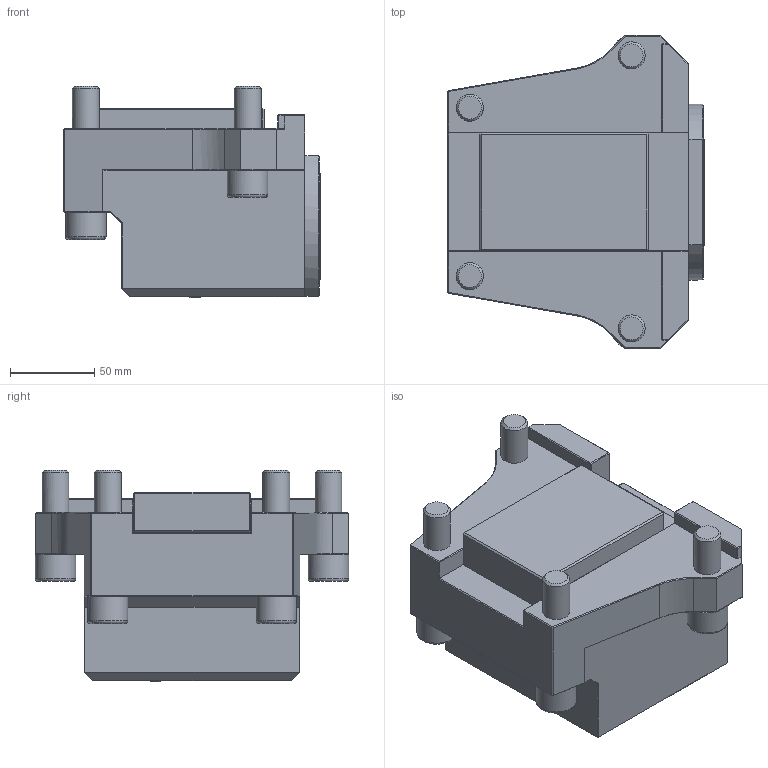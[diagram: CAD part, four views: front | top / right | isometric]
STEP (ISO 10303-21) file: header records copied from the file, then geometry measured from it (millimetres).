
FILE_DESCRIPTION(/* description */ (''),/* implementation_level */ '2;1');
FILE_NAME(/* name */ '1617183655899.stp',/* time_stamp */ '2021-03-31T11:41:03+02:00',/* author */ (''),/* organization */ ('SMS'),/* preprocessor_version */ 'ST-DEVELOPER v16.7',/* originating_system */ 'SIEMENS PLM Software NX 12.0',/* authorisation */ '');
FILE_SCHEMA (('AUTOMOTIVE_DESIGN { 1 0 10303 214 3 1 1 1 }'));
Length unit declared in the file: millimetre
Products named in the file (1): 203458142mod000_00
Bounding box: 152 x 186 x 125.54 mm (x, y, z)
Volume: 1811498.1 mm3; surface area: 118331.9 mm2
Topology: 1 solids, 1 shells, 183 faces, 410 edges, 237 vertices
Faces by surface type: plane 153, bspline 14, cone 10, torus 4, cylinder 1, sphere 1
Full cylindrical faces by diameter (mm): 4 x1
Entity records: 5705 total; most frequent: CARTESIAN_POINT 1895, ORIENTED_EDGE 768, DIRECTION 694, EDGE_CURVE 384, LINE 314, VECTOR 314, VERTEX_POINT 228, EDGE_LOOP 212
